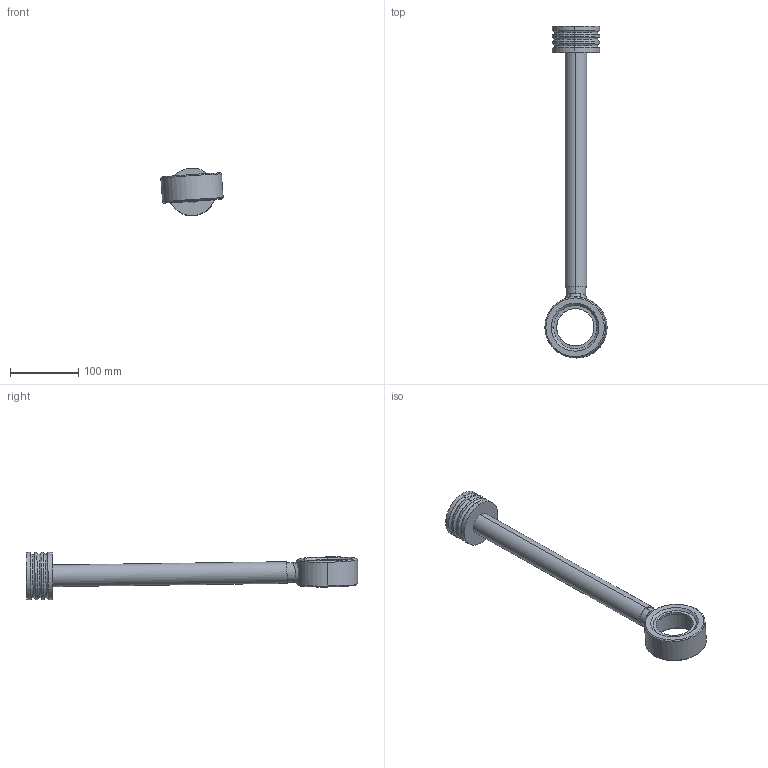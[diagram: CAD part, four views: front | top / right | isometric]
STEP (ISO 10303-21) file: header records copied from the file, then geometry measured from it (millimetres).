
FILE_DESCRIPTION (( 'STEP AP203' ), '1' );
FILE_NAME ('SteeringActRod_Primary.STEP', '2023-07-27T05:57:14', ( '' ), ( '' ), 'SwSTEP 2.0', 'SolidWorks 2021', '' );
FILE_SCHEMA (( 'CONFIG_CONTROL_DESIGN' ));
Length unit declared in the file: centimetre
Products named in the file (4): SteeringActRod_Primary; Part 7-6; Part 6-6; Steer Cylinder _1_
Assembly tree (3 placements, depth 3):
  SteeringActRod_Primary
    Steer Cylinder _1_
      Part 7-6
      Part 6-6
Bounding box: 91.11 x 485.41 x 69.81 mm (x, y, z)
Volume: 531914.6 mm3; surface area: 83881.7 mm2
Topology: 2 solids, 2 shells, 57 faces, 116 edges, 68 vertices
Faces by surface type: cylinder 23, torus 12, plane 10, cone 8, bspline 4
Entity records: 2446 total; most frequent: CARTESIAN_POINT 800, DIRECTION 306, ORIENTED_EDGE 232, AXIS2_PLACEMENT_3D 138, EDGE_CURVE 116, CIRCLE 78, VERTEX_POINT 68, EDGE_LOOP 64
